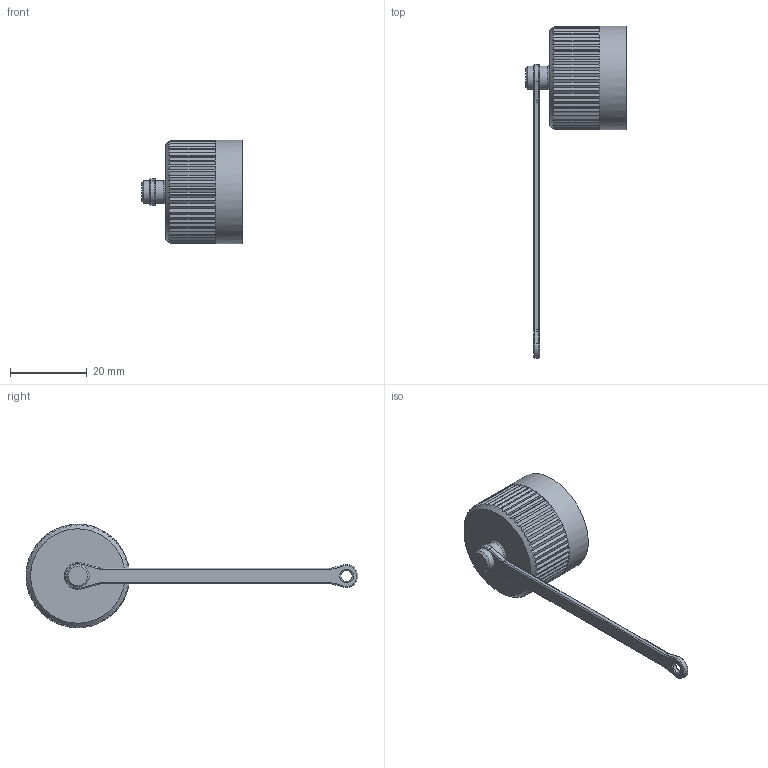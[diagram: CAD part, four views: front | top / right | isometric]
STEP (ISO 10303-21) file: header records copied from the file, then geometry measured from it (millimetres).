
FILE_DESCRIPTION(/* description */ (''),/* implementation_level */ '2;1');
FILE_NAME(/* name */ '08-2809-000-000-001_00.stp',/* time_stamp */ '2023-02-03T11:20:52+01:00',/* author */ (''),/* organization */ (''),/* preprocessor_version */ 'ST-DEVELOPER v16',/* originating_system */ 'SIEMENS PLM Software NX 11.0',/* authorisation */ '');
FILE_SCHEMA (('AUTOMOTIVE_DESIGN { 1 0 10303 214 3 1 1 1 }'));
Length unit declared in the file: millimetre
Products named in the file (1): khau293CB5D9hpmn
Bounding box: 26.2 x 86.49 x 27 mm (x, y, z)
Volume: 7344.6 mm3; surface area: 6131.9 mm2
Topology: 1 solids, 1 shells, 228 faces, 627 edges, 408 vertices
Faces by surface type: plane 180, cylinder 25, torus 21, cone 2
Full cylindrical faces by diameter (mm): 3 x1, 6 x2, 14.3 x1, 17.8 x1, 20.498 x1, 27 x1
Entity records: 7245 total; most frequent: CARTESIAN_POINT 1566, ORIENTED_EDGE 1208, DIRECTION 1135, EDGE_CURVE 604, AXIS2_PLACEMENT_3D 412, VERTEX_POINT 403, LINE 311, VECTOR 311
